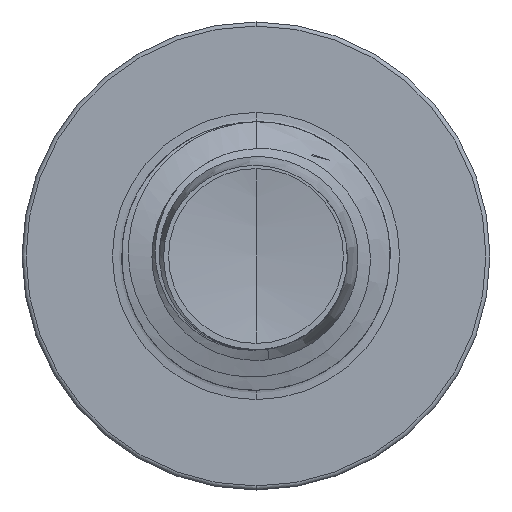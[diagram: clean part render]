
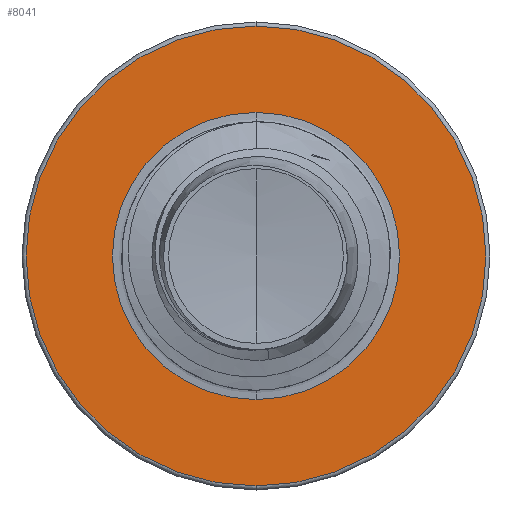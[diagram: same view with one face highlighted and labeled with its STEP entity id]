
A CAD part, front view. The second image highlights one B-rep face of the part: STEP entity #8041.
In plain terms, the highlighted planar face has unit normal (0, -1, 0).
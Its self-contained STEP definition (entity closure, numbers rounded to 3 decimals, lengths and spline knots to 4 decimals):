
#1981 = FACE_OUTER_BOUND ( 'NONE', #35597, .T. ) ;
#3585 = ORIENTED_EDGE ( 'NONE', *, *, #24746, .F. ) ;
#4530 = AXIS2_PLACEMENT_3D ( 'NONE', #20943, #21196, #4643 ) ;
#4643 = DIRECTION ( 'NONE',  ( 0., 0., 1. ) ) ;
#6507 = CIRCLE ( 'NONE', #16181, 2.9975 ) ;
#6770 = CARTESIAN_POINT ( 'NONE',  ( 0., 14., 0. ) ) ;
#8041 = ADVANCED_FACE ( 'NONE', ( #1981, #29649 ), #15600, .F. ) ;
#8062 = CARTESIAN_POINT ( 'NONE',  ( 0., 14., 0. ) ) ;
#9596 = DIRECTION ( 'NONE',  ( 0., 0., 1. ) ) ;
#10276 = EDGE_CURVE ( 'NONE', #34746, #29596, #34970, .T. ) ;
#10868 = DIRECTION ( 'NONE',  ( 0., 0., 1. ) ) ;
#10980 = DIRECTION ( 'NONE',  ( 0., 1., 0. ) ) ;
#12988 = CIRCLE ( 'NONE', #34085, 2.9975 ) ;
#13030 = ORIENTED_EDGE ( 'NONE', *, *, #16985, .F. ) ;
#13767 = EDGE_CURVE ( 'NONE', #29596, #34746, #26753, .T. ) ;
#14300 = DIRECTION ( 'NONE',  ( 0., 1., 0. ) ) ;
#15600 = PLANE ( 'NONE',  #4530 ) ;
#16181 = AXIS2_PLACEMENT_3D ( 'NONE', #27343, #10980, #30133 ) ;
#16985 = EDGE_CURVE ( 'NONE', #35546, #24776, #6507, .T. ) ;
#18190 = AXIS2_PLACEMENT_3D ( 'NONE', #6770, #25995, #9596 ) ;
#20943 = CARTESIAN_POINT ( 'NONE',  ( 0., 14., -1.872 ) ) ;
#21196 = DIRECTION ( 'NONE',  ( 0., 1., 0. ) ) ;
#24746 = EDGE_CURVE ( 'NONE', #24776, #35546, #12988, .T. ) ;
#24776 = VERTEX_POINT ( 'NONE', #27901 ) ;
#25005 = CARTESIAN_POINT ( 'NONE',  ( 0., 14., -1.872 ) ) ;
#25786 = CARTESIAN_POINT ( 'NONE',  ( 0., 14., 1.872 ) ) ;
#25995 = DIRECTION ( 'NONE',  ( 0., 1., 0. ) ) ;
#26479 = CARTESIAN_POINT ( 'NONE',  ( 0., 14., -2.9975 ) ) ;
#26753 = CIRCLE ( 'NONE', #18190, 1.872 ) ;
#26951 = ORIENTED_EDGE ( 'NONE', *, *, #13767, .T. ) ;
#27245 = DIRECTION ( 'NONE',  ( 0., 1., 0. ) ) ;
#27343 = CARTESIAN_POINT ( 'NONE',  ( 0., 14., 0. ) ) ;
#27901 = CARTESIAN_POINT ( 'NONE',  ( 0., 14., 2.9975 ) ) ;
#29596 = VERTEX_POINT ( 'NONE', #25005 ) ;
#29649 = FACE_BOUND ( 'NONE', #29750, .T. ) ;
#29750 = EDGE_LOOP ( 'NONE', ( #31802, #26951 ) ) ;
#30133 = DIRECTION ( 'NONE',  ( 0., 0., 1. ) ) ;
#30679 = CARTESIAN_POINT ( 'NONE',  ( 0., 14., 0. ) ) ;
#31802 = ORIENTED_EDGE ( 'NONE', *, *, #10276, .T. ) ;
#33419 = AXIS2_PLACEMENT_3D ( 'NONE', #8062, #27245, #10868 ) ;
#33443 = DIRECTION ( 'NONE',  ( 0., 0., 1. ) ) ;
#34085 = AXIS2_PLACEMENT_3D ( 'NONE', #30679, #14300, #33443 ) ;
#34746 = VERTEX_POINT ( 'NONE', #25786 ) ;
#34970 = CIRCLE ( 'NONE', #33419, 1.872 ) ;
#35546 = VERTEX_POINT ( 'NONE', #26479 ) ;
#35597 = EDGE_LOOP ( 'NONE', ( #3585, #13030 ) ) ;
